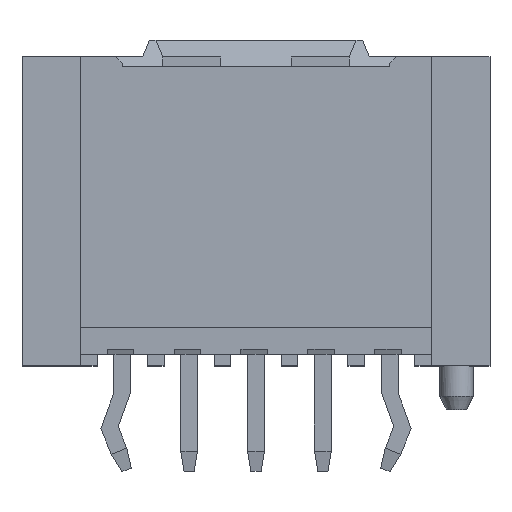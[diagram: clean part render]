
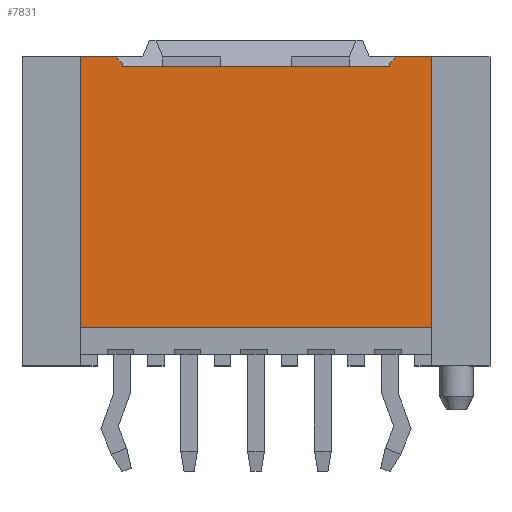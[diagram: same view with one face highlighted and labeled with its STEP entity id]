
A CAD part, top view. The second image highlights one B-rep face of the part: STEP entity #7831.
In plain terms, the highlighted planar face has unit normal (0, 0, 1).
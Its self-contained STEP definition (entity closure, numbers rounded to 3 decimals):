
#916=DIRECTION('',(0.,1.,0.));
#917=VECTOR('',#916,8.1);
#918=CARTESIAN_POINT('',(-5.25,1.15,-0.1));
#919=LINE('',#918,#917);
#960=DIRECTION('',(-1.,0.,0.));
#961=VECTOR('',#960,1.05);
#962=CARTESIAN_POINT('',(-4.2,9.25,-0.1));
#963=LINE('',#962,#961);
#1000=DIRECTION('',(-1.,0.,0.));
#1001=VECTOR('',#1000,1.05);
#1002=CARTESIAN_POINT('',(5.25,9.25,-0.1));
#1003=LINE('',#1002,#1001);
#2369=DIRECTION('',(-0.707,0.707,0.));
#2370=VECTOR('',#2369,0.283);
#2371=CARTESIAN_POINT('',(-4.,9.05,-0.1));
#2372=LINE('',#2371,#2370);
#2373=DIRECTION('',(0.,-1.,0.));
#2374=VECTOR('',#2373,0.1);
#2375=CARTESIAN_POINT('',(-4.,9.05,-0.1));
#2376=LINE('',#2375,#2374);
#2377=DIRECTION('',(1.,0.,0.));
#2378=VECTOR('',#2377,8.);
#2379=CARTESIAN_POINT('',(-4.,8.95,-0.1));
#2380=LINE('',#2379,#2378);
#2381=DIRECTION('',(0.,-1.,0.));
#2382=VECTOR('',#2381,0.1);
#2383=CARTESIAN_POINT('',(4.,9.05,-0.1));
#2384=LINE('',#2383,#2382);
#2385=DIRECTION('',(-0.707,-0.707,0.));
#2386=VECTOR('',#2385,0.283);
#2387=CARTESIAN_POINT('',(4.2,9.25,-0.1));
#2388=LINE('',#2387,#2386);
#2389=DIRECTION('',(-1.,0.,0.));
#2390=VECTOR('',#2389,10.5);
#2391=CARTESIAN_POINT('',(5.25,1.15,-0.1));
#2392=LINE('',#2391,#2390);
#2417=DIRECTION('',(0.,1.,0.));
#2418=VECTOR('',#2417,8.1);
#2419=CARTESIAN_POINT('',(5.25,1.15,-0.1));
#2420=LINE('',#2419,#2418);
#3485=CARTESIAN_POINT('',(5.25,1.15,-0.1));
#3487=VERTEX_POINT('',#3485);
#3489=CARTESIAN_POINT('',(-5.25,1.15,-0.1));
#3491=VERTEX_POINT('',#3489);
#3492=CARTESIAN_POINT('',(-5.25,9.25,-0.1));
#3494=VERTEX_POINT('',#3492);
#3496=CARTESIAN_POINT('',(5.25,9.25,-0.1));
#3498=VERTEX_POINT('',#3496);
#3612=CARTESIAN_POINT('',(-4.,8.95,-0.1));
#3613=CARTESIAN_POINT('',(4.,8.95,-0.1));
#3614=VERTEX_POINT('',#3612);
#3615=VERTEX_POINT('',#3613);
#4298=CARTESIAN_POINT('',(-4.2,9.25,-0.1));
#4300=VERTEX_POINT('',#4298);
#4302=CARTESIAN_POINT('',(-4.,9.05,-0.1));
#4304=VERTEX_POINT('',#4302);
#4339=CARTESIAN_POINT('',(4.,9.05,-0.1));
#4341=VERTEX_POINT('',#4339);
#4343=CARTESIAN_POINT('',(4.2,9.25,-0.1));
#4345=VERTEX_POINT('',#4343);
#7810=CARTESIAN_POINT('',(5.25,1.15,-0.1));
#7811=DIRECTION('',(0.,0.,-1.));
#7812=DIRECTION('',(0.,1.,0.));
#7813=AXIS2_PLACEMENT_3D('',#7810,#7811,#7812);
#7814=PLANE('',#7813);
#7815=ORIENTED_EDGE('',*,*,#5748,.F.);
#7817=ORIENTED_EDGE('',*,*,#7816,.T.);
#7819=ORIENTED_EDGE('',*,*,#7818,.T.);
#7820=ORIENTED_EDGE('',*,*,#7802,.F.);
#7821=ORIENTED_EDGE('',*,*,#7791,.F.);
#7822=ORIENTED_EDGE('',*,*,#5733,.F.);
#7824=ORIENTED_EDGE('',*,*,#7823,.F.);
#7826=ORIENTED_EDGE('',*,*,#7825,.T.);
#7827=ORIENTED_EDGE('',*,*,#5640,.T.);
#7828=ORIENTED_EDGE('',*,*,#5701,.F.);
#7829=EDGE_LOOP('',(#7815,#7817,#7819,#7820,#7821,#7822,#7824,#7826,#7827,
#7828));
#7830=FACE_OUTER_BOUND('',#7829,.F.);
#7831=ADVANCED_FACE('',(#7830),#7814,.F.);
#5640=EDGE_CURVE('',#3491,#3494,#919,.T.);
#5701=EDGE_CURVE('',#4300,#3494,#963,.T.);
#5733=EDGE_CURVE('',#3498,#4345,#1003,.T.);
#5748=EDGE_CURVE('',#4304,#4300,#2372,.T.);
#7791=EDGE_CURVE('',#4345,#4341,#2388,.T.);
#7802=EDGE_CURVE('',#4341,#3615,#2384,.T.);
#7816=EDGE_CURVE('',#4304,#3614,#2376,.T.);
#7818=EDGE_CURVE('',#3614,#3615,#2380,.T.);
#7823=EDGE_CURVE('',#3487,#3498,#2420,.T.);
#7825=EDGE_CURVE('',#3487,#3491,#2392,.T.);
